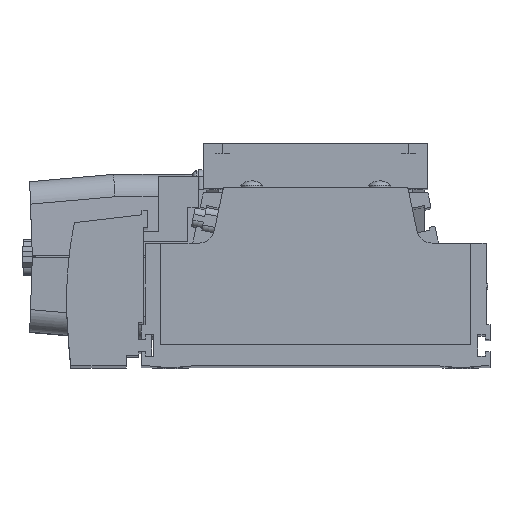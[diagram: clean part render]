
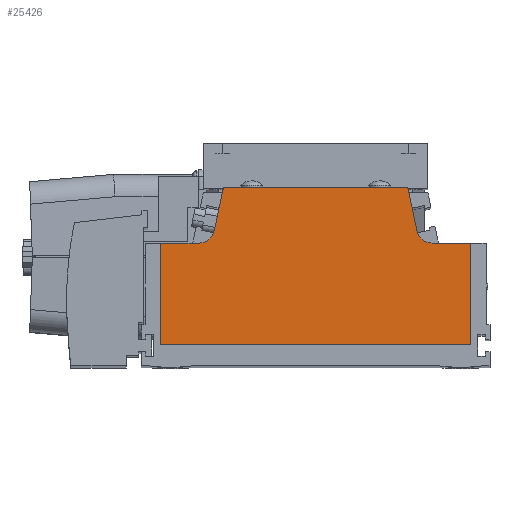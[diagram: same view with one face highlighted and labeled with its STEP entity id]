
A CAD part, top view. The second image highlights one B-rep face of the part: STEP entity #25426.
In plain terms, the highlighted planar face has unit normal (0, 0, 1).
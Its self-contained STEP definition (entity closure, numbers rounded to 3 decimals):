
#95 = EDGE_CURVE ( 'NONE', #7170, #8262, #11485, .T. ) ;
#129 = ORIENTED_EDGE ( 'NONE', *, *, #17645, .F. ) ;
#164 = EDGE_CURVE ( 'NONE', #7420, #21139, #14003, .T. ) ;
#388 = CARTESIAN_POINT ( 'NONE',  ( 40., 3., 322.5 ) ) ;
#564 = PLANE ( 'NONE',  #8216 ) ;
#584 = ORIENTED_EDGE ( 'NONE', *, *, #164, .T. ) ;
#850 = VECTOR ( 'NONE', #7639, 1000. ) ;
#1147 = DIRECTION ( 'NONE',  ( 0., -1., 0. ) ) ;
#1575 = DIRECTION ( 'NONE',  ( -1., 0., 0. ) ) ;
#1700 = VECTOR ( 'NONE', #6435, 1000. ) ;
#2068 = CARTESIAN_POINT ( 'NONE',  ( -26.797, 3., 322.5 ) ) ;
#2183 = CARTESIAN_POINT ( 'NONE',  ( -40., 3., 322.5 ) ) ;
#2965 = ORIENTED_EDGE ( 'NONE', *, *, #14608, .T. ) ;
#3624 = ORIENTED_EDGE ( 'NONE', *, *, #22748, .T. ) ;
#3679 = VECTOR ( 'NONE', #1147, 1000. ) ;
#4269 = CARTESIAN_POINT ( 'NONE',  ( -40., -23.13, 322.5 ) ) ;
#4784 = DIRECTION ( 'NONE',  ( 0., 0., -1. ) ) ;
#4793 = VERTEX_POINT ( 'NONE', #12519 ) ;
#4825 = VERTEX_POINT ( 'NONE', #12252 ) ;
#5063 = DIRECTION ( 'NONE',  ( -1., 0., 0. ) ) ;
#5204 = EDGE_CURVE ( 'NONE', #22497, #26455, #11822, .T. ) ;
#5812 = ORIENTED_EDGE ( 'NONE', *, *, #26420, .F. ) ;
#6077 = LINE ( 'NONE', #7007, #6315 ) ;
#6315 = VECTOR ( 'NONE', #23076, 1000. ) ;
#6435 = DIRECTION ( 'NONE',  ( -1., 0., 0. ) ) ;
#7007 = CARTESIAN_POINT ( 'NONE',  ( -40., 3., 322.5 ) ) ;
#7170 = VERTEX_POINT ( 'NONE', #388 ) ;
#7359 = DIRECTION ( 'NONE',  ( -1., 0., 0. ) ) ;
#7420 = VERTEX_POINT ( 'NONE', #2183 ) ;
#7639 = DIRECTION ( 'NONE',  ( 1., 0., 0. ) ) ;
#8216 = AXIS2_PLACEMENT_3D ( 'NONE', #17460, #4784, #5063 ) ;
#8262 = VERTEX_POINT ( 'NONE', #17400 ) ;
#8375 = LINE ( 'NONE', #25661, #1700 ) ;
#8573 = VECTOR ( 'NONE', #24322, 1000. ) ;
#9566 = DIRECTION ( 'NONE',  ( -1., 0., 0. ) ) ;
#9809 = ORIENTED_EDGE ( 'NONE', *, *, #21754, .F. ) ;
#10579 = DIRECTION ( 'NONE',  ( 0.204, 0.979, 0. ) ) ;
#10931 = CIRCLE ( 'NONE', #23399, 4. ) ;
#11389 = CARTESIAN_POINT ( 'NONE',  ( -30.049, 7., 322.5 ) ) ;
#11400 = LINE ( 'NONE', #24236, #26613 ) ;
#11485 = LINE ( 'NONE', #20003, #8573 ) ;
#11521 = DIRECTION ( 'NONE',  ( 0., 0., -1. ) ) ;
#11822 = LINE ( 'NONE', #26743, #850 ) ;
#12188 = CARTESIAN_POINT ( 'NONE',  ( 30.049, 7., 322.5 ) ) ;
#12252 = CARTESIAN_POINT ( 'NONE',  ( 30.049, 3., 322.5 ) ) ;
#12519 = CARTESIAN_POINT ( 'NONE',  ( 26.133, 6.184, 322.5 ) ) ;
#12540 = ORIENTED_EDGE ( 'NONE', *, *, #26577, .T. ) ;
#12672 = LINE ( 'NONE', #2068, #16482 ) ;
#14003 = LINE ( 'NONE', #20291, #3679 ) ;
#14608 = EDGE_CURVE ( 'NONE', #7170, #4825, #8375, .T. ) ;
#14693 = DIRECTION ( 'NONE',  ( 0., 0., -1. ) ) ;
#15285 = ORIENTED_EDGE ( 'NONE', *, *, #5204, .F. ) ;
#16482 = VECTOR ( 'NONE', #10579, 1000. ) ;
#16957 = VERTEX_POINT ( 'NONE', #23153 ) ;
#17065 = VERTEX_POINT ( 'NONE', #20670 ) ;
#17400 = CARTESIAN_POINT ( 'NONE',  ( 40., -23.13, 322.5 ) ) ;
#17460 = CARTESIAN_POINT ( 'NONE',  ( -40., 84.488, 322.5 ) ) ;
#17645 = EDGE_CURVE ( 'NONE', #26455, #4793, #11400, .T. ) ;
#18761 = CIRCLE ( 'NONE', #27219, 4. ) ;
#19957 = EDGE_LOOP ( 'NONE', ( #26120, #2965, #12540, #129, #15285, #9809, #27515, #3624, #584, #5812 ) ) ;
#20003 = CARTESIAN_POINT ( 'NONE',  ( 40., 84.488, 322.5 ) ) ;
#20198 = DIRECTION ( 'NONE',  ( 0.204, -0.979, 0. ) ) ;
#20291 = CARTESIAN_POINT ( 'NONE',  ( -40., 84.488, 322.5 ) ) ;
#20437 = CARTESIAN_POINT ( 'NONE',  ( -40., -23.13, 322.5 ) ) ;
#20670 = CARTESIAN_POINT ( 'NONE',  ( -30.049, 3., 322.5 ) ) ;
#21139 = VERTEX_POINT ( 'NONE', #4269 ) ;
#21754 = EDGE_CURVE ( 'NONE', #16957, #22497, #12672, .T. ) ;
#22434 = EDGE_CURVE ( 'NONE', #16957, #17065, #18761, .T. ) ;
#22497 = VERTEX_POINT ( 'NONE', #24906 ) ;
#22748 = EDGE_CURVE ( 'NONE', #17065, #7420, #6077, .T. ) ;
#23076 = DIRECTION ( 'NONE',  ( -1., 0., 0. ) ) ;
#23153 = CARTESIAN_POINT ( 'NONE',  ( -26.133, 6.184, 322.5 ) ) ;
#23399 = AXIS2_PLACEMENT_3D ( 'NONE', #12188, #14693, #1575 ) ;
#24162 = FACE_OUTER_BOUND ( 'NONE', #19957, .T. ) ;
#24236 = CARTESIAN_POINT ( 'NONE',  ( 23.784, 17.45, 322.5 ) ) ;
#24322 = DIRECTION ( 'NONE',  ( 0., -1., 0. ) ) ;
#24906 = CARTESIAN_POINT ( 'NONE',  ( -23.784, 17.45, 322.5 ) ) ;
#25426 = ADVANCED_FACE ( 'NONE', ( #24162 ), #564, .F. ) ;
#25566 = CARTESIAN_POINT ( 'NONE',  ( 23.784, 17.45, 322.5 ) ) ;
#25661 = CARTESIAN_POINT ( 'NONE',  ( -40., 3., 322.5 ) ) ;
#26120 = ORIENTED_EDGE ( 'NONE', *, *, #95, .F. ) ;
#26420 = EDGE_CURVE ( 'NONE', #8262, #21139, #26702, .T. ) ;
#26455 = VERTEX_POINT ( 'NONE', #25566 ) ;
#26577 = EDGE_CURVE ( 'NONE', #4825, #4793, #10931, .T. ) ;
#26613 = VECTOR ( 'NONE', #20198, 1000. ) ;
#26702 = LINE ( 'NONE', #20437, #27402 ) ;
#26743 = CARTESIAN_POINT ( 'NONE',  ( -23.784, 17.45, 322.5 ) ) ;
#27219 = AXIS2_PLACEMENT_3D ( 'NONE', #11389, #11521, #7359 ) ;
#27402 = VECTOR ( 'NONE', #9566, 1000. ) ;
#27515 = ORIENTED_EDGE ( 'NONE', *, *, #22434, .T. ) ;
